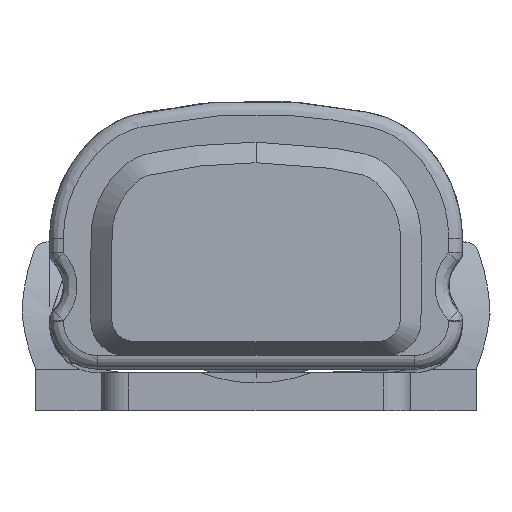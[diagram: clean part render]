
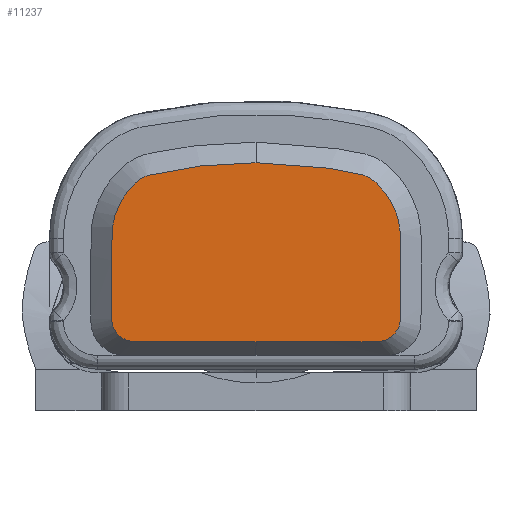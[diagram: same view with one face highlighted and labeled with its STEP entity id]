
A CAD part, left-side view. The second image highlights one B-rep face of the part: STEP entity #11237.
In plain terms, the highlighted planar face has unit normal (-1, 0, 0).
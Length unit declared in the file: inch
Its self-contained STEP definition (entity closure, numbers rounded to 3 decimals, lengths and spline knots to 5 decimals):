
#163 = CARTESIAN_POINT ( 'NONE',  ( -12.28346, 0.34299, 0.65236 ) ) ;
#253 = CARTESIAN_POINT ( 'NONE',  ( -12.28346, 0.06015, 0.70862 ) ) ;
#283 = EDGE_LOOP ( 'NONE', ( #1918, #5562 ) ) ;
#302 = CARTESIAN_POINT ( 'NONE',  ( -12.28346, 0.4119, 0.52238 ) ) ;
#385 = B_SPLINE_CURVE_WITH_KNOTS ( 'NONE', 3,
 ( #13557, #1359, #2546, #1408, #5841, #1460, #1261, #10390, #3586, #9276, #4670, #11393, #7090, #8184, #9325, #9228, #302, #1312, #4810, #2591, #163, #3488, #2447, #6936, #12518, #4621, #12473, #253, #3533 ),
 .UNSPECIFIED., .F., .F.,
 ( 4, 1, 1, 1, 1, 1, 1, 1, 1, 1, 1, 1, 1, 1, 1, 1, 1, 1, 1, 1, 1, 1, 1, 1, 1, 1, 4 ),
 ( 0., 0.00639, 0.00733, 0.0078, 0.00828, 0.00879, 0.00933, 0.01048, 0.01103, 0.01154, 0.01202, 0.01248, 0.01571, 0.01664, 0.01712, 0.01761, 0.01864, 0.02072, 0.02123, 0.02176, 0.02231, 0.02288, 0.02342, 0.02392, 0.02486, 0.02626, 0.03066 ),
 .UNSPECIFIED. ) ;
#915 = CARTESIAN_POINT ( 'NONE',  ( -12.28346, -0.4021, 0.22269 ) ) ;
#924 = DIRECTION ( 'NONE',  ( -1., 0., 0. ) ) ;
#943 = FACE_OUTER_BOUND ( 'NONE', #283, .T. ) ;
#1014 = CARTESIAN_POINT ( 'NONE',  ( -12.28346, -0.33935, 0.19685 ) ) ;
#1261 = CARTESIAN_POINT ( 'NONE',  ( -12.28346, 0.35803, 0.19684 ) ) ;
#1312 = CARTESIAN_POINT ( 'NONE',  ( -12.28346, 0.40295, 0.5669 ) ) ;
#1359 = CARTESIAN_POINT ( 'NONE',  ( -12.28346, 0.08702, 0.19685 ) ) ;
#1408 = CARTESIAN_POINT ( 'NONE',  ( -12.28346, 0.29336, 0.19685 ) ) ;
#1453 = CARTESIAN_POINT ( 'NONE',  ( -12.28346, -0.08702, 0.19685 ) ) ;
#1460 = CARTESIAN_POINT ( 'NONE',  ( -12.28346, 0.33935, 0.19685 ) ) ;
#1918 = ORIENTED_EDGE ( 'NONE', *, *, #14230, .F. ) ;
#2075 = CARTESIAN_POINT ( 'NONE',  ( -12.28346, -0.41338, 0.40733 ) ) ;
#2329 = VERTEX_POINT ( 'NONE', #2972 ) ;
#2447 = CARTESIAN_POINT ( 'NONE',  ( -12.28346, 0.31233, 0.67248 ) ) ;
#2546 = CARTESIAN_POINT ( 'NONE',  ( -12.28346, 0.18692, 0.19685 ) ) ;
#2591 = CARTESIAN_POINT ( 'NONE',  ( -12.28346, 0.3574, 0.63786 ) ) ;
#2972 = CARTESIAN_POINT ( 'NONE',  ( -12.28346, 0., 0.19685 ) ) ;
#3282 = DIRECTION ( 'NONE',  ( 0., 0., 1. ) ) ;
#3488 = CARTESIAN_POINT ( 'NONE',  ( -12.28346, 0.32889, 0.66384 ) ) ;
#3533 = CARTESIAN_POINT ( 'NONE',  ( -12.28345, 0., 0.70864 ) ) ;
#3586 = CARTESIAN_POINT ( 'NONE',  ( -12.28346, 0.4021, 0.22269 ) ) ;
#4264 = CARTESIAN_POINT ( 'NONE',  ( -12.28346, -0.40295, 0.5669 ) ) ;
#4353 = CARTESIAN_POINT ( 'NONE',  ( -12.28345, 0., 0.70864 ) ) ;
#4621 = CARTESIAN_POINT ( 'NONE',  ( -12.28346, 0.23065, 0.68977 ) ) ;
#4670 = CARTESIAN_POINT ( 'NONE',  ( -12.28346, 0.41364, 0.26398 ) ) ;
#4810 = CARTESIAN_POINT ( 'NONE',  ( -12.28346, 0.38207, 0.60809 ) ) ;
#5290 = CARTESIAN_POINT ( 'NONE',  ( -12.28346, -0.41355, 0.49808 ) ) ;
#5340 = CARTESIAN_POINT ( 'NONE',  ( -12.28346, -0.3574, 0.63786 ) ) ;
#5562 = ORIENTED_EDGE ( 'NONE', *, *, #10667, .F. ) ;
#5841 = CARTESIAN_POINT ( 'NONE',  ( -12.28346, 0.31898, 0.19685 ) ) ;
#6435 = CARTESIAN_POINT ( 'NONE',  ( -12.28346, -0.31898, 0.19685 ) ) ;
#6580 = CARTESIAN_POINT ( 'NONE',  ( -12.28346, -0.34299, 0.65236 ) ) ;
#6628 = CARTESIAN_POINT ( 'NONE',  ( -12.28346, -0.26836, 0.68267 ) ) ;
#6692 = AXIS2_PLACEMENT_3D ( 'NONE', #14552, #924, #3282 ) ;
#6936 = CARTESIAN_POINT ( 'NONE',  ( -12.28346, 0.29636, 0.6771 ) ) ;
#7090 = CARTESIAN_POINT ( 'NONE',  ( -12.28346, 0.41356, 0.34251 ) ) ;
#7532 = CARTESIAN_POINT ( 'NONE',  ( -12.28346, -0.23065, 0.68977 ) ) ;
#7582 = CARTESIAN_POINT ( 'NONE',  ( -12.28346, -0.32889, 0.66384 ) ) ;
#8184 = CARTESIAN_POINT ( 'NONE',  ( -12.28346, 0.41338, 0.40733 ) ) ;
#9064 = CARTESIAN_POINT ( 'NONE',  ( -12.28345, 0., 0.70864 ) ) ;
#9174 = CARTESIAN_POINT ( 'NONE',  ( -12.28346, 0., 0.19685 ) ) ;
#9228 = CARTESIAN_POINT ( 'NONE',  ( -12.28346, 0.41355, 0.49808 ) ) ;
#9276 = CARTESIAN_POINT ( 'NONE',  ( -12.28346, 0.41222, 0.24694 ) ) ;
#9319 = CARTESIAN_POINT ( 'NONE',  ( -12.28346, -0.18692, 0.19685 ) ) ;
#9325 = CARTESIAN_POINT ( 'NONE',  ( -12.28346, 0.41328, 0.47197 ) ) ;
#9894 = CARTESIAN_POINT ( 'NONE',  ( -12.28346, -0.38208, 0.20471 ) ) ;
#10390 = CARTESIAN_POINT ( 'NONE',  ( -12.28346, 0.38208, 0.20471 ) ) ;
#10431 = B_SPLINE_CURVE_WITH_KNOTS ( 'NONE', 3,
 ( #4353, #10905, #13242, #7532, #6628, #14435, #10948, #7582, #6580, #5340, #14390, #4264, #12161, #5290, #12058, #2075, #13186, #14343, #11045, #13295, #915, #9894, #13099, #1014, #6435, #14243, #9319, #1453, #9174 ),
 .UNSPECIFIED., .F., .F.,
 ( 4, 1, 1, 1, 1, 1, 1, 1, 1, 1, 1, 1, 1, 1, 1, 1, 1, 1, 1, 1, 1, 1, 1, 1, 1, 1, 4 ),
 ( 0., 0.0044, 0.0058, 0.00674, 0.00724, 0.00778, 0.00835, 0.00891, 0.00943, 0.00994, 0.01202, 0.01305, 0.01355, 0.01403, 0.01495, 0.01818, 0.01864, 0.01912, 0.01964, 0.02019, 0.02134, 0.02188, 0.02239, 0.02287, 0.02334, 0.02428, 0.03067 ),
 .UNSPECIFIED. ) ;
#10667 = EDGE_CURVE ( 'NONE', #12650, #2329, #10431, .T. ) ;
#10905 = CARTESIAN_POINT ( 'NONE',  ( -12.28346, -0.06015, 0.70862 ) ) ;
#10948 = CARTESIAN_POINT ( 'NONE',  ( -12.28346, -0.31233, 0.67248 ) ) ;
#11045 = CARTESIAN_POINT ( 'NONE',  ( -12.28346, -0.41364, 0.26398 ) ) ;
#11237 = ADVANCED_FACE ( 'NONE', ( #943 ), #13354, .T. ) ;
#11393 = CARTESIAN_POINT ( 'NONE',  ( -12.28346, 0.41332, 0.28522 ) ) ;
#12058 = CARTESIAN_POINT ( 'NONE',  ( -12.28346, -0.41328, 0.47197 ) ) ;
#12161 = CARTESIAN_POINT ( 'NONE',  ( -12.28346, -0.4119, 0.52238 ) ) ;
#12473 = CARTESIAN_POINT ( 'NONE',  ( -12.28346, 0.13953, 0.70353 ) ) ;
#12518 = CARTESIAN_POINT ( 'NONE',  ( -12.28346, 0.26836, 0.68267 ) ) ;
#12650 = VERTEX_POINT ( 'NONE', #9064 ) ;
#13099 = CARTESIAN_POINT ( 'NONE',  ( -12.28346, -0.35803, 0.19684 ) ) ;
#13186 = CARTESIAN_POINT ( 'NONE',  ( -12.28346, -0.41356, 0.34251 ) ) ;
#13242 = CARTESIAN_POINT ( 'NONE',  ( -12.28346, -0.13953, 0.70353 ) ) ;
#13295 = CARTESIAN_POINT ( 'NONE',  ( -12.28346, -0.41222, 0.24694 ) ) ;
#13354 = PLANE ( 'NONE',  #6692 ) ;
#13557 = CARTESIAN_POINT ( 'NONE',  ( -12.28346, 0., 0.19685 ) ) ;
#14230 = EDGE_CURVE ( 'NONE', #2329, #12650, #385, .T. ) ;
#14243 = CARTESIAN_POINT ( 'NONE',  ( -12.28346, -0.29336, 0.19685 ) ) ;
#14343 = CARTESIAN_POINT ( 'NONE',  ( -12.28346, -0.41332, 0.28522 ) ) ;
#14390 = CARTESIAN_POINT ( 'NONE',  ( -12.28346, -0.38207, 0.60809 ) ) ;
#14435 = CARTESIAN_POINT ( 'NONE',  ( -12.28346, -0.29636, 0.6771 ) ) ;
#14552 = CARTESIAN_POINT ( 'NONE',  ( -12.28346, 0.41339, 0.73929 ) ) ;
